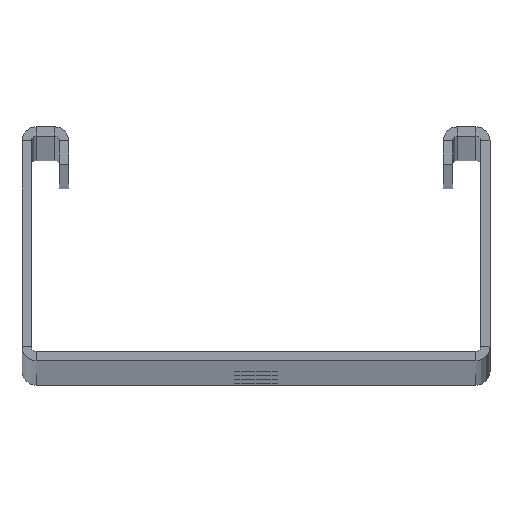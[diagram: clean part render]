
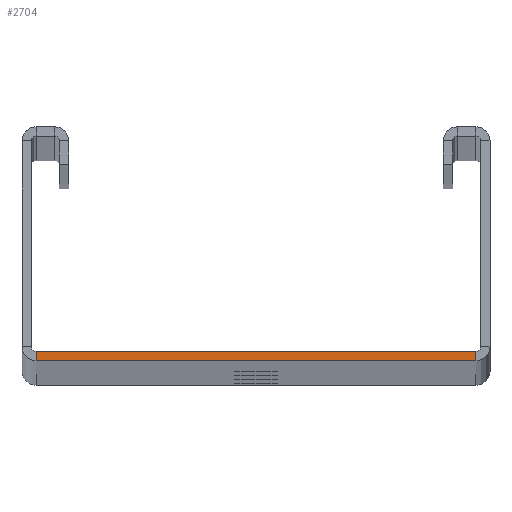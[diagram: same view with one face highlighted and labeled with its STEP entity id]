
A CAD part, top view. The second image highlights one B-rep face of the part: STEP entity #2704.
In plain terms, the highlighted planar face has unit normal (0, 0, 1).
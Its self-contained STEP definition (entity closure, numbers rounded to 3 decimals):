
#478=DIRECTION('',(0.,1.,0.));
#479=VECTOR('',#478,2.);
#480=CARTESIAN_POINT('',(47.,0.,1500.));
#481=LINE('',#480,#479);
#482=DIRECTION('',(1.,0.,0.));
#483=VECTOR('',#482,94.);
#484=CARTESIAN_POINT('',(-47.,0.,1500.));
#485=LINE('',#484,#483);
#486=DIRECTION('',(0.,1.,0.));
#487=VECTOR('',#486,2.);
#488=CARTESIAN_POINT('',(-47.,0.,1500.));
#489=LINE('',#488,#487);
#490=DIRECTION('',(1.,0.,0.));
#491=VECTOR('',#490,94.);
#492=CARTESIAN_POINT('',(-47.,2.,1500.));
#493=LINE('',#492,#491);
#1722=CARTESIAN_POINT('',(-47.,0.,1500.));
#1723=CARTESIAN_POINT('',(47.,0.,1500.));
#1724=VERTEX_POINT('',#1722);
#1725=VERTEX_POINT('',#1723);
#1754=CARTESIAN_POINT('',(-47.,2.,1500.));
#1755=CARTESIAN_POINT('',(47.,2.,1500.));
#1756=VERTEX_POINT('',#1754);
#1757=VERTEX_POINT('',#1755);
#2690=CARTESIAN_POINT('',(0.,1.,1500.));
#2691=DIRECTION('',(0.,0.,-1.));
#2692=DIRECTION('',(1.,0.,0.));
#2693=AXIS2_PLACEMENT_3D('',#2690,#2691,#2692);
#2694=PLANE('',#2693);
#2696=ORIENTED_EDGE('',*,*,#2695,.F.);
#2698=ORIENTED_EDGE('',*,*,#2697,.T.);
#2700=ORIENTED_EDGE('',*,*,#2699,.T.);
#2701=ORIENTED_EDGE('',*,*,#2682,.F.);
#2702=EDGE_LOOP('',(#2696,#2698,#2700,#2701));
#2703=FACE_OUTER_BOUND('',#2702,.F.);
#2704=ADVANCED_FACE('',(#2703),#2694,.F.);
#2682=EDGE_CURVE('',#1725,#1757,#481,.T.);
#2695=EDGE_CURVE('',#1724,#1725,#485,.T.);
#2697=EDGE_CURVE('',#1724,#1756,#489,.T.);
#2699=EDGE_CURVE('',#1756,#1757,#493,.T.);
